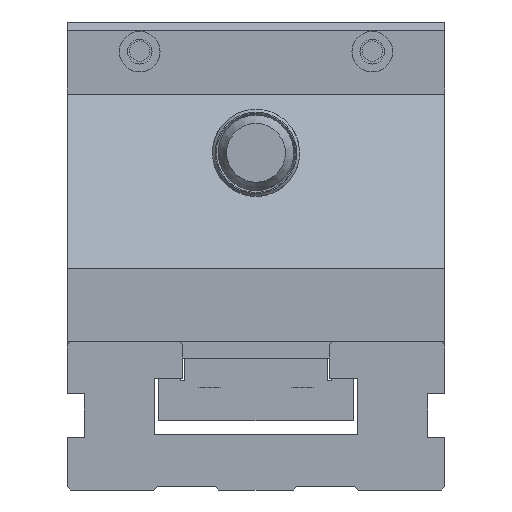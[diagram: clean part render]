
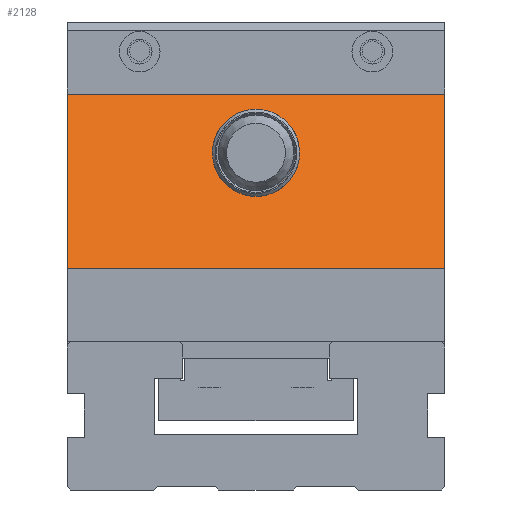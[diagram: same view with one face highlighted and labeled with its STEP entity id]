
A CAD part, left-side view. The second image highlights one B-rep face of the part: STEP entity #2128.
In plain terms, the highlighted planar face has unit normal (-0.832, 0, 0.555).
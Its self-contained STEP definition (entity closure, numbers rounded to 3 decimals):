
#94=ELLIPSE('',#11404,18.028,15.);
#1019=FACE_BOUND('',#3720,.T.);
#1020=FACE_BOUND('',#3721,.T.);
#2128=ADVANCED_FACE('',(#1019,#1020),#2626,.T.);
#2626=PLANE('',#11405);
#3720=EDGE_LOOP('',(#5733));
#3721=EDGE_LOOP('',(#5734,#5735,#5736,#5737));
#5733=ORIENTED_EDGE('',*,*,#8511,.F.);
#5734=ORIENTED_EDGE('',*,*,#8461,.F.);
#5735=ORIENTED_EDGE('',*,*,#8510,.T.);
#5736=ORIENTED_EDGE('',*,*,#8448,.F.);
#5737=ORIENTED_EDGE('',*,*,#8486,.F.);
#7258=VERTEX_POINT('',#16622);
#7259=VERTEX_POINT('',#16624);
#7271=VERTEX_POINT('',#16649);
#7272=VERTEX_POINT('',#16651);
#7306=VERTEX_POINT('',#16747);
#8448=EDGE_CURVE('',#7258,#7259,#9471,.T.);
#8461=EDGE_CURVE('',#7271,#7272,#9483,.T.);
#8486=EDGE_CURVE('',#7272,#7258,#9506,.T.);
#8510=EDGE_CURVE('',#7271,#7259,#9513,.T.);
#8511=EDGE_CURVE('',#7306,#7306,#94,.T.);
#9471=LINE('',#16623,#10351);
#9483=LINE('',#16650,#10363);
#9506=LINE('',#16697,#10386);
#9513=LINE('',#16744,#10393);
#10351=VECTOR('',#13627,1.);
#10363=VECTOR('',#13643,1.);
#10386=VECTOR('',#13682,1.);
#10393=VECTOR('',#13733,1.);
#11404=AXIS2_PLACEMENT_3D('',#16746,#13736,#13737);
#11405=AXIS2_PLACEMENT_3D('',#16748,#13738,#13739);
#13627=DIRECTION('',(0.555,0.,0.832));
#13643=DIRECTION('',(-0.555,0.,-0.832));
#13682=DIRECTION('',(0.,1.,0.));
#13733=DIRECTION('',(0.,1.,0.));
#13736=DIRECTION('',(-0.832,0.,0.555));
#13737=DIRECTION('',(-0.555,0.,-0.832));
#13738=DIRECTION('',(-0.832,0.,0.555));
#13739=DIRECTION('',(0.555,0.,0.832));
#16622=CARTESIAN_POINT('',(122.5,130.,87.));
#16623=CARTESIAN_POINT('',(131.7,130.,100.8));
#16624=CARTESIAN_POINT('',(162.5,130.,147.));
#16649=CARTESIAN_POINT('',(162.5,0.,147.));
#16650=CARTESIAN_POINT('',(131.7,0.,100.8));
#16651=CARTESIAN_POINT('',(122.5,0.,87.));
#16697=CARTESIAN_POINT('',(122.5,130.,87.));
#16744=CARTESIAN_POINT('',(162.5,-494999.963,147.));
#16746=CARTESIAN_POINT('',(149.033,65.,126.8));
#16747=CARTESIAN_POINT('',(139.033,65.,111.8));
#16748=CARTESIAN_POINT('',(122.5,65.,87.));
